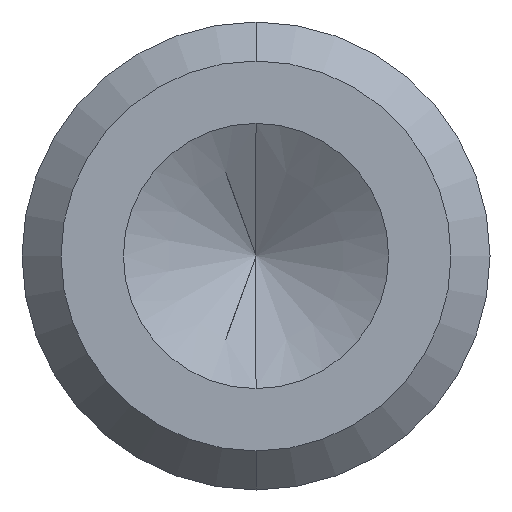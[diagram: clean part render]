
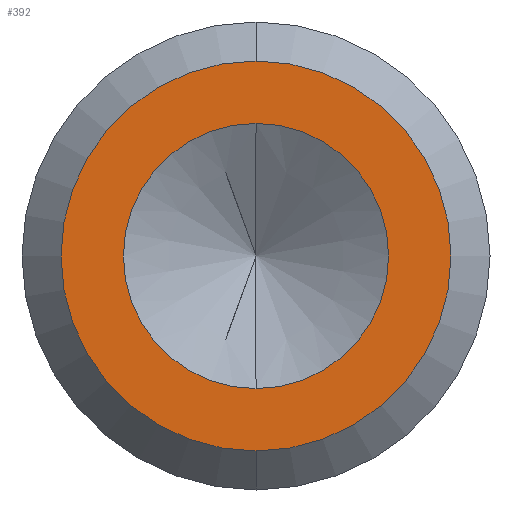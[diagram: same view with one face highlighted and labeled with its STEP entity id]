
A CAD part, front view. The second image highlights one B-rep face of the part: STEP entity #392.
In plain terms, the highlighted planar face has unit normal (0, -1, 0).
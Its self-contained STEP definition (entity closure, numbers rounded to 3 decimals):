
#9 = ORIENTED_EDGE ( 'NONE', *, *, #127, .T. ) ;
#10 = AXIS2_PLACEMENT_3D ( 'NONE', #242, #83, #287 ) ;
#13 = EDGE_CURVE ( 'NONE', #235, #112, #457, .T. ) ;
#25 = DIRECTION ( 'NONE',  ( 0., 0., -1. ) ) ;
#35 = CARTESIAN_POINT ( 'NONE',  ( 0., 0., 0. ) ) ;
#41 = DIRECTION ( 'NONE',  ( 0., -1., 0. ) ) ;
#74 = DIRECTION ( 'NONE',  ( 0., 0., -1. ) ) ;
#81 = AXIS2_PLACEMENT_3D ( 'NONE', #35, #149, #74 ) ;
#83 = DIRECTION ( 'NONE',  ( 0., -1., 0. ) ) ;
#84 = ORIENTED_EDGE ( 'NONE', *, *, #13, .T. ) ;
#110 = AXIS2_PLACEMENT_3D ( 'NONE', #320, #315, #375 ) ;
#112 = VERTEX_POINT ( 'NONE', #283 ) ;
#115 = PLANE ( 'NONE',  #81 ) ;
#127 = EDGE_CURVE ( 'NONE', #112, #235, #321, .T. ) ;
#147 = AXIS2_PLACEMENT_3D ( 'NONE', #201, #198, #301 ) ;
#149 = DIRECTION ( 'NONE',  ( 0., -1., 0. ) ) ;
#152 = CARTESIAN_POINT ( 'NONE',  ( 0., 0., -3.4 ) ) ;
#183 = EDGE_LOOP ( 'NONE', ( #84, #9 ) ) ;
#187 = FACE_OUTER_BOUND ( 'NONE', #183, .T. ) ;
#196 = FACE_BOUND ( 'NONE', #362, .T. ) ;
#198 = DIRECTION ( 'NONE',  ( 0., -1., 0. ) ) ;
#199 = EDGE_CURVE ( 'NONE', #374, #408, #238, .T. ) ;
#201 = CARTESIAN_POINT ( 'NONE',  ( 0., 0., 0. ) ) ;
#211 = CARTESIAN_POINT ( 'NONE',  ( 0., 0., 5. ) ) ;
#215 = AXIS2_PLACEMENT_3D ( 'NONE', #428, #41, #25 ) ;
#235 = VERTEX_POINT ( 'NONE', #211 ) ;
#238 = CIRCLE ( 'NONE', #147, 3.4 ) ;
#242 = CARTESIAN_POINT ( 'NONE',  ( 0., 0., 0. ) ) ;
#266 = CIRCLE ( 'NONE', #110, 3.4 ) ;
#283 = CARTESIAN_POINT ( 'NONE',  ( 0., 0., -5. ) ) ;
#287 = DIRECTION ( 'NONE',  ( 0., 0., -1. ) ) ;
#301 = DIRECTION ( 'NONE',  ( 0., 0., -1. ) ) ;
#315 = DIRECTION ( 'NONE',  ( 0., -1., 0. ) ) ;
#320 = CARTESIAN_POINT ( 'NONE',  ( 0., 0., 0. ) ) ;
#321 = CIRCLE ( 'NONE', #10, 5. ) ;
#362 = EDGE_LOOP ( 'NONE', ( #414, #363 ) ) ;
#363 = ORIENTED_EDGE ( 'NONE', *, *, #199, .F. ) ;
#374 = VERTEX_POINT ( 'NONE', #499 ) ;
#375 = DIRECTION ( 'NONE',  ( 0., 0., -1. ) ) ;
#392 = ADVANCED_FACE ( 'NONE', ( #196, #187 ), #115, .T. ) ;
#408 = VERTEX_POINT ( 'NONE', #152 ) ;
#414 = ORIENTED_EDGE ( 'NONE', *, *, #496, .F. ) ;
#428 = CARTESIAN_POINT ( 'NONE',  ( 0., 0., 0. ) ) ;
#457 = CIRCLE ( 'NONE', #215, 5. ) ;
#496 = EDGE_CURVE ( 'NONE', #408, #374, #266, .T. ) ;
#499 = CARTESIAN_POINT ( 'NONE',  ( 0., 0., 3.4 ) ) ;
